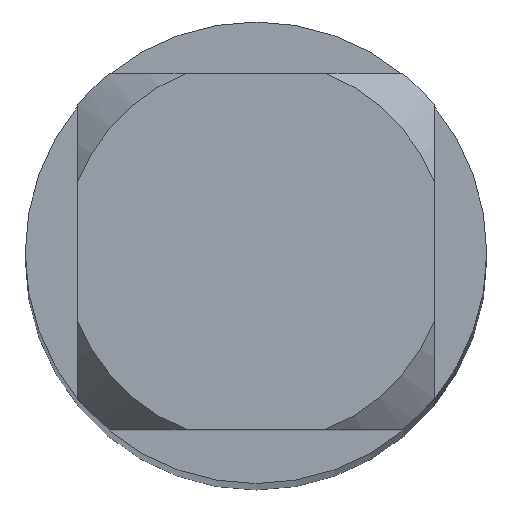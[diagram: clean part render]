
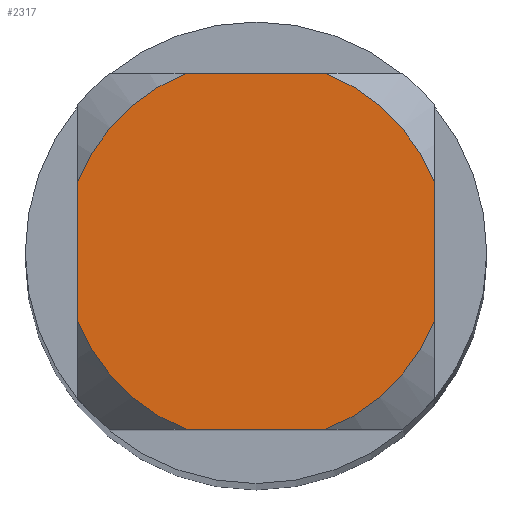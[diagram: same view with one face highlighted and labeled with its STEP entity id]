
A CAD part, top view. The second image highlights one B-rep face of the part: STEP entity #2317.
In plain terms, the highlighted planar face has unit normal (0, 0, 1).
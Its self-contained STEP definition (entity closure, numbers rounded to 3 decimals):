
#2047=VERTEX_POINT('',#5254);
#2075=EDGE_CURVE('',#4197,#3161,#5282,.T.);
#2317=ADVANCED_FACE('',(#5555),#5556,.T.);
#2491=EDGE_CURVE('',#4119,#4099,#5740,.T.);
#3059=EDGE_CURVE('',#4421,#4615,#6366,.T.);
#3161=VERTEX_POINT('',#6477);
#3973=EDGE_CURVE('',#4197,#4099,#7376,.T.);
#3997=EDGE_CURVE('',#4421,#2047,#7403,.T.);
#4069=EDGE_CURVE('',#4119,#2047,#7479,.T.);
#4097=VERTEX_POINT('',#7512);
#4099=VERTEX_POINT('',#7514);
#4119=VERTEX_POINT('',#7537);
#4161=EDGE_CURVE('',#4097,#4615,#7582,.T.);
#4197=VERTEX_POINT('',#7621);
#4207=EDGE_CURVE('',#4097,#3161,#7633,.T.);
#4421=VERTEX_POINT('',#7865);
#4615=VERTEX_POINT('',#8072);
#5254=CARTESIAN_POINT('',(0.529,-1.35,0.0));
#5282=LINE('',#9193,#9194);
#5555=FACE_OUTER_BOUND('',#9645,.T.);
#5556=PLANE('',#9646);
#5740=LINE('',#9963,#9964);
#6366=CIRCLE('',#11043,1.45);
#6477=CARTESIAN_POINT('',(-0.529,1.35,0.0));
#7376=CIRCLE('',#12793,1.45);
#7403=LINE('',#12841,#12842);
#7479=CIRCLE('',#12987,1.45);
#7512=CARTESIAN_POINT('',(-1.35,0.529,0.0));
#7514=CARTESIAN_POINT('',(1.35,0.529,0.0));
#7537=CARTESIAN_POINT('',(1.35,-0.529,0.0));
#7582=LINE('',#13182,#13183);
#7621=CARTESIAN_POINT('',(0.529,1.35,0.0));
#7633=CIRCLE('',#13259,1.45);
#7865=CARTESIAN_POINT('',(-0.529,-1.35,0.0));
#8072=CARTESIAN_POINT('',(-1.35,-0.529,0.0));
#9193=CARTESIAN_POINT('',(0.0,1.35,0.0));
#9194=VECTOR('',#14832,1.0);
#9645=EDGE_LOOP('',(#15177,#15178,#15179,#15180,#15181,#15182,#15183,#15184));
#9646=AXIS2_PLACEMENT_3D('',#15185,#15186,#15187);
#9963=CARTESIAN_POINT('',(1.35,0.363,0.0));
#9964=VECTOR('',#15346,1.0);
#11043=AXIS2_PLACEMENT_3D('',#16039,#16040,#16041);
#12793=AXIS2_PLACEMENT_3D('',#17302,#17303,#17304);
#12841=CARTESIAN_POINT('',(0.0,-1.35,0.0));
#12842=VECTOR('',#17342,1.0);
#12987=AXIS2_PLACEMENT_3D('',#17410,#17411,#17412);
#13182=CARTESIAN_POINT('',(-1.35,0.363,0.0));
#13183=VECTOR('',#17555,1.0);
#13259=AXIS2_PLACEMENT_3D('',#17760,#17761,#17762);
#14832=DIRECTION('',(-1.0,0.0,0.0));
#15177=ORIENTED_EDGE('',*,*,#4161,.T.);
#15178=ORIENTED_EDGE('',*,*,#3059,.F.);
#15179=ORIENTED_EDGE('',*,*,#3997,.T.);
#15180=ORIENTED_EDGE('',*,*,#4069,.F.);
#15181=ORIENTED_EDGE('',*,*,#2491,.T.);
#15182=ORIENTED_EDGE('',*,*,#3973,.F.);
#15183=ORIENTED_EDGE('',*,*,#2075,.T.);
#15184=ORIENTED_EDGE('',*,*,#4207,.F.);
#15185=CARTESIAN_POINT('',(0.0,0.725,0.0));
#15186=DIRECTION('',(-0.0,0.0,1.0));
#15187=DIRECTION('',(0.0,-1.0,0.0));
#15346=DIRECTION('',(-0.0,1.0,0.0));
#16039=CARTESIAN_POINT('',(0.0,0.0,0.0));
#16040=DIRECTION('',(0.0,0.0,-1.0));
#16041=DIRECTION('',(0.0,1.0,0.0));
#17302=CARTESIAN_POINT('',(0.0,0.0,0.0));
#17303=DIRECTION('',(0.0,0.0,-1.0));
#17304=DIRECTION('',(0.0,1.0,0.0));
#17342=DIRECTION('',(1.0,0.0,0.0));
#17410=CARTESIAN_POINT('',(0.0,0.0,0.0));
#17411=DIRECTION('',(0.0,0.0,-1.0));
#17412=DIRECTION('',(0.0,1.0,0.0));
#17555=DIRECTION('',(-0.0,-1.0,0.0));
#17760=CARTESIAN_POINT('',(0.0,0.0,0.0));
#17761=DIRECTION('',(0.0,0.0,-1.0));
#17762=DIRECTION('',(0.0,1.0,0.0));
